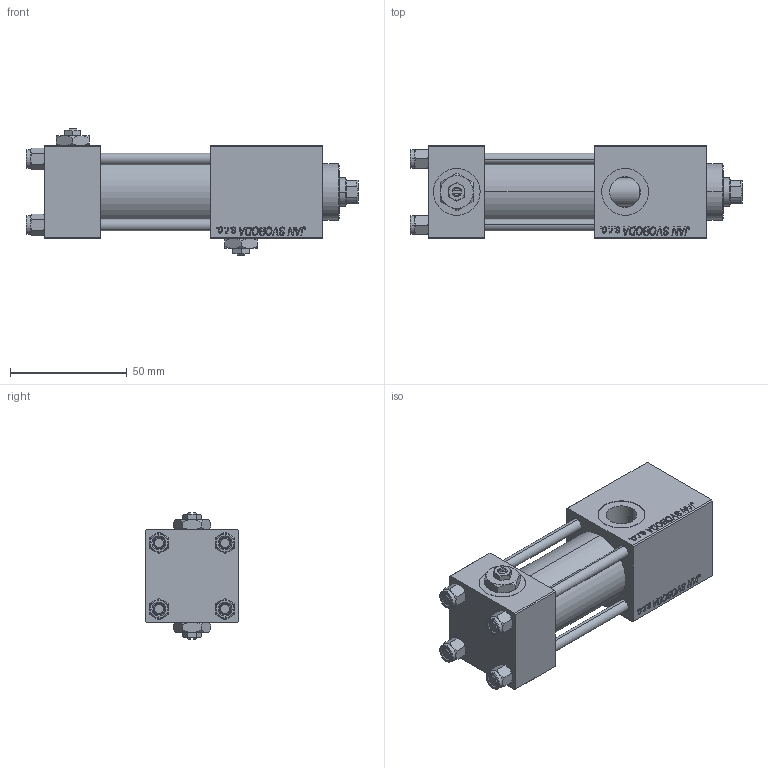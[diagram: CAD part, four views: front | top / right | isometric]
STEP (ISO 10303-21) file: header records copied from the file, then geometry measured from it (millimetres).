
FILE_DESCRIPTION (( 'STEP AP203' ), '1' );
FILE_NAME ('0e98.STEP', '2023-08-23T14:44:56', ( '' ), ( '' ), 'SwSTEP 2.0', 'SolidWorks 2019', '' );
FILE_SCHEMA (( 'CONFIG_CONTROL_DESIGN' ));
Length unit declared in the file: millimetre
Products named in the file (7): V215CR_VCP_C 0d8bd91e094ad3fd6be4633245ab9e16; 0e98; V215CR_C_Body 0d8bd91e094ad3fd6be4633245ab9e16; V215_VC_A 0d8bd91e094ad3fd6be4633245ab9e16; NUT_M5_C 0d8bd91e094ad3fd6be4633245ab9e16; Zatka_pro_OIL_PORT 0d8bd91e094ad3fd6be4633245ab9e16; V215CR_C_TYCINKA 0d8bd91e094ad3fd6be4633245ab9e16
Assembly tree (13 placements, depth 2):
  0e98
    V215CR_C_Body 0d8bd91e094ad3fd6be4633245ab9e16
    V215CR_VCP_C 0d8bd91e094ad3fd6be4633245ab9e16
    NUT_M5_C 0d8bd91e094ad3fd6be4633245ab9e16  x4
    V215CR_C_TYCINKA 0d8bd91e094ad3fd6be4633245ab9e16  x4
    V215_VC_A 0d8bd91e094ad3fd6be4633245ab9e16
    Zatka_pro_OIL_PORT 0d8bd91e094ad3fd6be4633245ab9e16  x2
Bounding box: 142 x 40 x 54 mm (x, y, z)
Volume: 140985.4 mm3; surface area: 56209.3 mm2
Topology: 13 solids, 13 shells, 1248 faces, 3102 edges, 1999 vertices
Faces by surface type: plane 572, bspline 392, cone 178, cylinder 98, torus 8
Entity records: 52157 total; most frequent: CARTESIAN_POINT 27702, ORIENTED_EDGE 5504, DIRECTION 3538, EDGE_CURVE 2752, VERTEX_POINT 1797, LINE 1636, VECTOR 1636, EDGE_LOOP 1219
